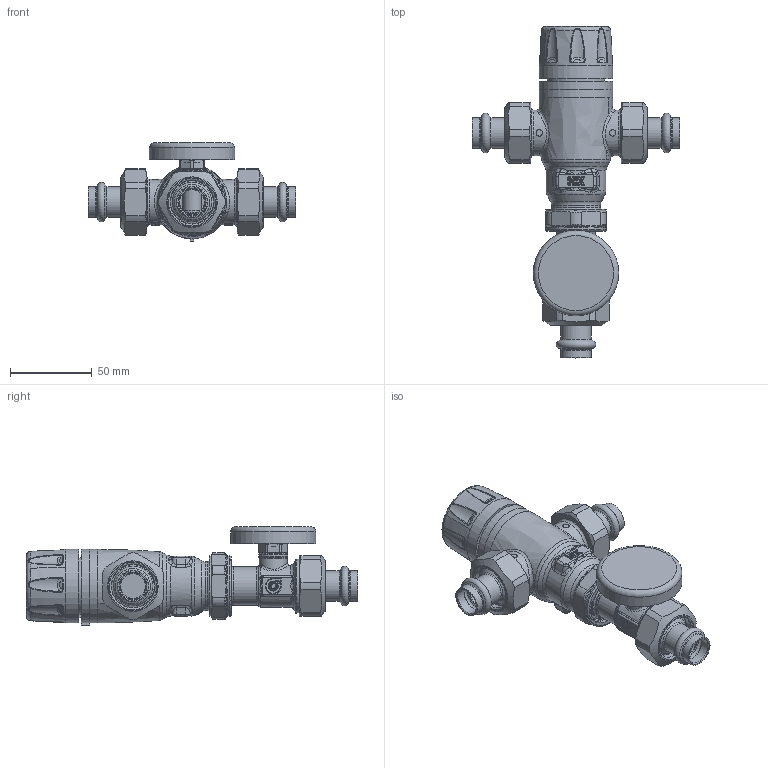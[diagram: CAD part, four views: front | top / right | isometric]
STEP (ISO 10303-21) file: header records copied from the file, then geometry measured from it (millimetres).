
FILE_DESCRIPTION(/* description */ (''),/* implementation_level */ '2;1');
FILE_NAME(/* name */ '521416A.stp',/* time_stamp */ '2025-06-12T15:43:54-05:00',/* author */ ('ischreiner'),/* organization */ (''),/* preprocessor_version */ 'ST-DEVELOPER v20',/* originating_system */ 'Autodesk Inventor 2024',/* authorisation */ '');
FILE_SCHEMA (('AUTOMOTIVE_DESIGN { 1 0 10303 214 3 1 1 }'));
Products named in the file (9): 521416A; 521101A; NA10403; F61008 - 1 inch union nut; F0002466 probe asm 1 inch union; F0000603 probe with 1 inch male G thread; F0002386 drywell tin plated; F0000698 1 inch slip nut; NA11031 Temp Gauge
Assembly tree (12 placements, depth 3):
  521416A
    521101A
    NA10403  x3
    F61008 - 1 inch union nut  x3
    F0002466 probe asm 1 inch union
      F0000603 probe with 1 inch male G thread
      F0002386 drywell tin plated
    F0000698 1 inch slip nut
    NA11031 Temp Gauge
Bounding box: 127.36 x 203.53 x 60.38 mm (x, y, z)
Volume: 265493.8 mm3; surface area: 72602.9 mm2
Topology: 11 solids, 11 shells, 1788 faces, 4121 edges, 2244 vertices
Faces by surface type: bspline 639, cylinder 544, plane 282, torus 109, cone 108, sphere 106
Full cylindrical faces by diameter (mm): 2 x1, 4 x2, 8 x1, 9 x1, 9.017 x1, 10.008 x1, 11.176 x1, 11.227 x1, 11.43 x1, 11.5 x1, 12.954 x1, 13.5 x1, 13.6 x1, 15.113 x3, 15.24 x1, 15.875 x1, 16.205 x6, 17 x1, 18 x1, 18.796 x6, 19 x1, 21 x1, 22 x1, 23.5 x1, 24 x1, 26.924 x3, 27.7 x1, 28 x2, 29.591 x3, 29.6 x1
Entity records: 104605 total; most frequent: CARTESIAN_POINT 68394, ORIENTED_EDGE 7526, DIRECTION 6846, EDGE_CURVE 3763, AXIS2_PLACEMENT_3D 2876, VERTEX_POINT 2122, EDGE_LOOP 1751, FACE_OUTER_BOUND 1698
